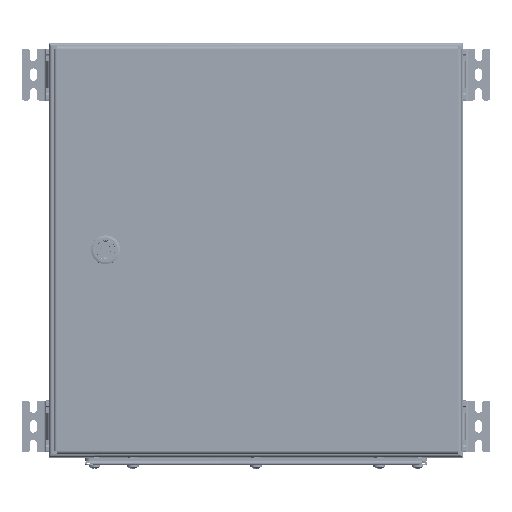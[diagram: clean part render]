
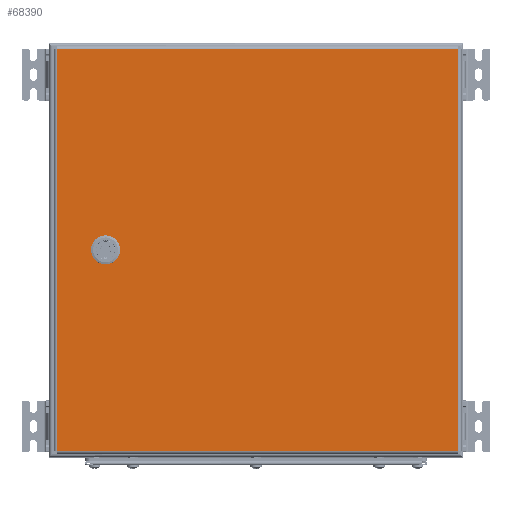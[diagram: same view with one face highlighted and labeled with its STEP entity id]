
A CAD part, top view. The second image highlights one B-rep face of the part: STEP entity #68390.
In plain terms, the highlighted planar face has unit normal (0, 0, 1).
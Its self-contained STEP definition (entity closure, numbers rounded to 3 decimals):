
#276 = DIRECTION ( 'NONE',  ( 1., 0., 0. ) ) ;
#1263 = LINE ( 'NONE', #24111, #31066 ) ;
#2387 = VERTEX_POINT ( 'NONE', #61225 ) ;
#3254 = EDGE_CURVE ( 'NONE', #56712, #54437, #1263, .T. ) ;
#4026 = CIRCLE ( 'NONE', #38551, 11.25 ) ;
#4767 = FACE_OUTER_BOUND ( 'NONE', #23712, .T. ) ;
#5312 = EDGE_CURVE ( 'NONE', #41978, #57647, #51972, .T. ) ;
#7590 = CARTESIAN_POINT ( 'NONE',  ( -142.363, 10.25, 0. ) ) ;
#8384 = CARTESIAN_POINT ( 'NONE',  ( 194.793, 194., 0. ) ) ;
#8426 = LINE ( 'NONE', #31204, #34808 ) ;
#8525 = LINE ( 'NONE', #18638, #10628 ) ;
#9813 = EDGE_CURVE ( 'NONE', #13786, #29641, #59895, .T. ) ;
#10628 = VECTOR ( 'NONE', #58170, 1000. ) ;
#11618 = CARTESIAN_POINT ( 'NONE',  ( -136.75, -4.637, 0. ) ) ;
#11922 = ORIENTED_EDGE ( 'NONE', *, *, #5312, .T. ) ;
#12298 = CARTESIAN_POINT ( 'NONE',  ( 0., 10.25, 0. ) ) ;
#13786 = VERTEX_POINT ( 'NONE', #27273 ) ;
#14306 = ORIENTED_EDGE ( 'NONE', *, *, #48093, .F. ) ;
#14616 = VERTEX_POINT ( 'NONE', #56151 ) ;
#17097 = CARTESIAN_POINT ( 'NONE',  ( 0., 0., 0. ) ) ;
#17403 = VERTEX_POINT ( 'NONE', #24621 ) ;
#18638 = CARTESIAN_POINT ( 'NONE',  ( 0., -10.25, 0. ) ) ;
#21470 = EDGE_LOOP ( 'NONE', ( #56373, #57799, #52679, #59201, #14306, #55736, #57342, #28554 ) ) ;
#21611 = VECTOR ( 'NONE', #28835, 1000. ) ;
#22296 = VERTEX_POINT ( 'NONE', #36009 ) ;
#22774 = CARTESIAN_POINT ( 'NONE',  ( -194., 194.793, 0. ) ) ;
#23367 = DIRECTION ( 'NONE',  ( 1., 0., 0. ) ) ;
#23593 = CIRCLE ( 'NONE', #52188, 11.25 ) ;
#23712 = EDGE_LOOP ( 'NONE', ( #59526, #11922, #70230, #37538 ) ) ;
#24111 = CARTESIAN_POINT ( 'NONE',  ( -157.25, 0., 0. ) ) ;
#24621 = CARTESIAN_POINT ( 'NONE',  ( -194., 194., 0. ) ) ;
#25270 = EDGE_CURVE ( 'NONE', #57647, #17403, #53579, .T. ) ;
#26090 = AXIS2_PLACEMENT_3D ( 'NONE', #17097, #39875, #50308 ) ;
#27273 = CARTESIAN_POINT ( 'NONE',  ( -142.363, -10.25, 0. ) ) ;
#27414 = DIRECTION ( 'NONE',  ( 0., 0., 1. ) ) ;
#27498 = VECTOR ( 'NONE', #63417, 1000. ) ;
#27581 = PLANE ( 'NONE',  #26090 ) ;
#27732 = AXIS2_PLACEMENT_3D ( 'NONE', #68360, #27414, #50881 ) ;
#27952 = FACE_BOUND ( 'NONE', #21470, .T. ) ;
#28021 = DIRECTION ( 'NONE',  ( 0., -1., 0. ) ) ;
#28554 = ORIENTED_EDGE ( 'NONE', *, *, #52823, .T. ) ;
#28835 = DIRECTION ( 'NONE',  ( 0., 1., 0. ) ) ;
#29641 = VERTEX_POINT ( 'NONE', #11618 ) ;
#30098 = CARTESIAN_POINT ( 'NONE',  ( -157.25, -4.637, 0. ) ) ;
#31066 = VECTOR ( 'NONE', #46851, 1000. ) ;
#31204 = CARTESIAN_POINT ( 'NONE',  ( -194.793, -194., 0. ) ) ;
#33106 = CIRCLE ( 'NONE', #67603, 11.25 ) ;
#33623 = EDGE_CURVE ( 'NONE', #2387, #54437, #4026, .T. ) ;
#34563 = CARTESIAN_POINT ( 'NONE',  ( -147., 0., 0. ) ) ;
#34808 = VECTOR ( 'NONE', #276, 1000. ) ;
#35080 = LINE ( 'NONE', #12298, #27498 ) ;
#36009 = CARTESIAN_POINT ( 'NONE',  ( -151.637, -10.25, 0. ) ) ;
#36252 = DIRECTION ( 'NONE',  ( 0., 0., 1. ) ) ;
#37538 = ORIENTED_EDGE ( 'NONE', *, *, #52635, .T. ) ;
#37698 = DIRECTION ( 'NONE',  ( 1., 0., 0. ) ) ;
#38551 = AXIS2_PLACEMENT_3D ( 'NONE', #34563, #51722, #23367 ) ;
#39875 = DIRECTION ( 'NONE',  ( 0., 0., -1. ) ) ;
#40568 = EDGE_CURVE ( 'NONE', #42821, #41978, #8426, .T. ) ;
#41978 = VERTEX_POINT ( 'NONE', #65842 ) ;
#42223 = CARTESIAN_POINT ( 'NONE',  ( -147., 0., 0. ) ) ;
#42821 = VERTEX_POINT ( 'NONE', #44693 ) ;
#44693 = CARTESIAN_POINT ( 'NONE',  ( -194., -194., 0. ) ) ;
#44890 = VECTOR ( 'NONE', #53934, 1000. ) ;
#45630 = CARTESIAN_POINT ( 'NONE',  ( 194., -194.793, 0. ) ) ;
#46851 = DIRECTION ( 'NONE',  ( 0., 1., 0. ) ) ;
#47789 = VECTOR ( 'NONE', #50778, 1000. ) ;
#48093 = EDGE_CURVE ( 'NONE', #56712, #22296, #33106, .T. ) ;
#50308 = DIRECTION ( 'NONE',  ( -1., 0., 0. ) ) ;
#50400 = LINE ( 'NONE', #66827, #47789 ) ;
#50778 = DIRECTION ( 'NONE',  ( 0., 1., 0. ) ) ;
#50881 = DIRECTION ( 'NONE',  ( 1., 0., 0. ) ) ;
#51265 = EDGE_CURVE ( 'NONE', #22296, #13786, #8525, .T. ) ;
#51421 = CARTESIAN_POINT ( 'NONE',  ( -157.25, 4.637, 0. ) ) ;
#51722 = DIRECTION ( 'NONE',  ( 0., 0., 1. ) ) ;
#51972 = LINE ( 'NONE', #45630, #21611 ) ;
#52188 = AXIS2_PLACEMENT_3D ( 'NONE', #42223, #36252, #37698 ) ;
#52635 = EDGE_CURVE ( 'NONE', #17403, #42821, #62295, .T. ) ;
#52679 = ORIENTED_EDGE ( 'NONE', *, *, #9813, .F. ) ;
#52823 = EDGE_CURVE ( 'NONE', #2387, #71722, #35080, .T. ) ;
#53579 = LINE ( 'NONE', #8384, #44890 ) ;
#53934 = DIRECTION ( 'NONE',  ( -1., 0., 0. ) ) ;
#54437 = VERTEX_POINT ( 'NONE', #51421 ) ;
#54530 = CARTESIAN_POINT ( 'NONE',  ( 194., 194., 0. ) ) ;
#54895 = EDGE_CURVE ( 'NONE', #29641, #14616, #50400, .T. ) ;
#55736 = ORIENTED_EDGE ( 'NONE', *, *, #3254, .T. ) ;
#56151 = CARTESIAN_POINT ( 'NONE',  ( -136.75, 4.637, 0. ) ) ;
#56373 = ORIENTED_EDGE ( 'NONE', *, *, #67061, .F. ) ;
#56712 = VERTEX_POINT ( 'NONE', #30098 ) ;
#57342 = ORIENTED_EDGE ( 'NONE', *, *, #33623, .F. ) ;
#57647 = VERTEX_POINT ( 'NONE', #54530 ) ;
#57799 = ORIENTED_EDGE ( 'NONE', *, *, #54895, .F. ) ;
#58170 = DIRECTION ( 'NONE',  ( 1., 0., 0. ) ) ;
#59201 = ORIENTED_EDGE ( 'NONE', *, *, #51265, .F. ) ;
#59526 = ORIENTED_EDGE ( 'NONE', *, *, #40568, .T. ) ;
#59895 = CIRCLE ( 'NONE', #27732, 11.25 ) ;
#60449 = CARTESIAN_POINT ( 'NONE',  ( -147., 0., 0. ) ) ;
#61225 = CARTESIAN_POINT ( 'NONE',  ( -151.637, 10.25, 0. ) ) ;
#62295 = LINE ( 'NONE', #22774, #63155 ) ;
#63155 = VECTOR ( 'NONE', #28021, 1000. ) ;
#63417 = DIRECTION ( 'NONE',  ( 1., 0., 0. ) ) ;
#65842 = CARTESIAN_POINT ( 'NONE',  ( 194., -194., 0. ) ) ;
#66827 = CARTESIAN_POINT ( 'NONE',  ( -136.75, 0., 0. ) ) ;
#67061 = EDGE_CURVE ( 'NONE', #14616, #71722, #23593, .T. ) ;
#67603 = AXIS2_PLACEMENT_3D ( 'NONE', #60449, #71612, #72325 ) ;
#68360 = CARTESIAN_POINT ( 'NONE',  ( -147., 0., 0. ) ) ;
#68390 = ADVANCED_FACE ( 'NONE', ( #27952, #4767 ), #27581, .F. ) ;
#70230 = ORIENTED_EDGE ( 'NONE', *, *, #25270, .T. ) ;
#71612 = DIRECTION ( 'NONE',  ( 0., 0., 1. ) ) ;
#71722 = VERTEX_POINT ( 'NONE', #7590 ) ;
#72325 = DIRECTION ( 'NONE',  ( 1., 0., 0. ) ) ;
